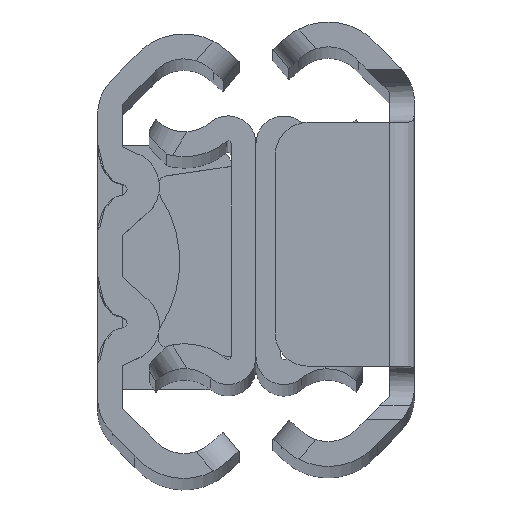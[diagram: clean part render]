
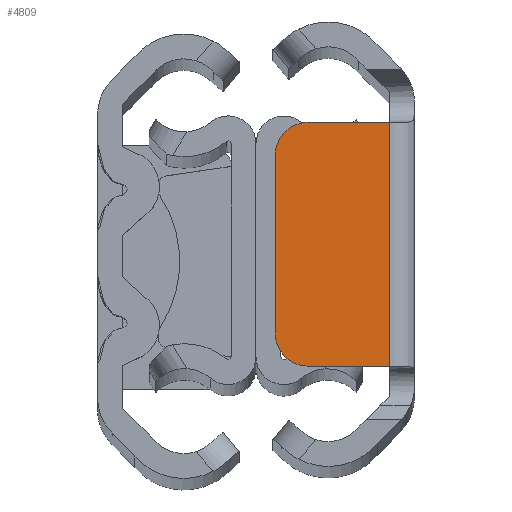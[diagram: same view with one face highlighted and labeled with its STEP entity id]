
A CAD part, top view. The second image highlights one B-rep face of the part: STEP entity #4809.
In plain terms, the highlighted face is planar.
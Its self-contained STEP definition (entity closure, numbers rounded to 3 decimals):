
#154 = CIRCLE ( 'NONE', #2969, 2. ) ;
#280 = VECTOR ( 'NONE', #4436, 1000. ) ;
#375 = DIRECTION ( 'NONE',  ( 1., 0., 0. ) ) ;
#404 = DIRECTION ( 'NONE',  ( 1., 0., 0. ) ) ;
#523 = EDGE_CURVE ( 'NONE', #3076, #4490, #3521, .T. ) ;
#528 = ORIENTED_EDGE ( 'NONE', *, *, #1122, .T. ) ;
#611 = ORIENTED_EDGE ( 'NONE', *, *, #2867, .T. ) ;
#648 = ORIENTED_EDGE ( 'NONE', *, *, #4910, .T. ) ;
#826 = CARTESIAN_POINT ( 'NONE',  ( 4.9, 7.35, -400. ) ) ;
#924 = DIRECTION ( 'NONE',  ( 1., 0., 0. ) ) ;
#990 = DIRECTION ( 'NONE',  ( 1., 0., 0. ) ) ;
#1024 = CARTESIAN_POINT ( 'NONE',  ( 0., -7.35, -400. ) ) ;
#1079 = CARTESIAN_POINT ( 'NONE',  ( -1.5, -7.35, -400. ) ) ;
#1122 = EDGE_CURVE ( 'NONE', #2566, #3274, #1955, .T. ) ;
#1132 = CARTESIAN_POINT ( 'NONE',  ( 4.9, -7.35, -400. ) ) ;
#1254 = LINE ( 'NONE', #2840, #3854 ) ;
#1278 = EDGE_CURVE ( 'NONE', #2566, #3977, #1803, .T. ) ;
#1302 = AXIS2_PLACEMENT_3D ( 'NONE', #2963, #1442, #990 ) ;
#1442 = DIRECTION ( 'NONE',  ( 0., 0., 1. ) ) ;
#1605 = EDGE_LOOP ( 'NONE', ( #3764, #528, #611, #3700, #4002, #648 ) ) ;
#1668 = CARTESIAN_POINT ( 'NONE',  ( 0., 7.35, -400. ) ) ;
#1803 = LINE ( 'NONE', #1079, #2015 ) ;
#1916 = CARTESIAN_POINT ( 'NONE',  ( 6.9, -5.35, -400. ) ) ;
#1955 = LINE ( 'NONE', #3544, #280 ) ;
#2015 = VECTOR ( 'NONE', #3462, 1000. ) ;
#2033 = AXIS2_PLACEMENT_3D ( 'NONE', #5110, #4305, #404 ) ;
#2323 = CARTESIAN_POINT ( 'NONE',  ( 4.9, 5.35, -400. ) ) ;
#2566 = VERTEX_POINT ( 'NONE', #1024 ) ;
#2594 = FACE_OUTER_BOUND ( 'NONE', #1605, .T. ) ;
#2840 = CARTESIAN_POINT ( 'NONE',  ( -1.5, 7.35, -400. ) ) ;
#2867 = EDGE_CURVE ( 'NONE', #3274, #4387, #1254, .T. ) ;
#2963 = CARTESIAN_POINT ( 'NONE',  ( 1.5, -8.548, -400. ) ) ;
#2969 = AXIS2_PLACEMENT_3D ( 'NONE', #2323, #3927, #375 ) ;
#3057 = PLANE ( 'NONE',  #1302 ) ;
#3076 = VERTEX_POINT ( 'NONE', #1916 ) ;
#3274 = VERTEX_POINT ( 'NONE', #1668 ) ;
#3297 = DIRECTION ( 'NONE',  ( 0., 1., 0. ) ) ;
#3462 = DIRECTION ( 'NONE',  ( 1., 0., 0. ) ) ;
#3521 = LINE ( 'NONE', #3631, #4148 ) ;
#3544 = CARTESIAN_POINT ( 'NONE',  ( 0., 7.35, -400. ) ) ;
#3631 = CARTESIAN_POINT ( 'NONE',  ( 6.9, 7.35, -400. ) ) ;
#3700 = ORIENTED_EDGE ( 'NONE', *, *, #4135, .T. ) ;
#3764 = ORIENTED_EDGE ( 'NONE', *, *, #1278, .F. ) ;
#3854 = VECTOR ( 'NONE', #924, 1000. ) ;
#3927 = DIRECTION ( 'NONE',  ( 0., 0., -1. ) ) ;
#3977 = VERTEX_POINT ( 'NONE', #1132 ) ;
#4002 = ORIENTED_EDGE ( 'NONE', *, *, #523, .F. ) ;
#4135 = EDGE_CURVE ( 'NONE', #4387, #4490, #154, .T. ) ;
#4148 = VECTOR ( 'NONE', #3297, 1000. ) ;
#4277 = CIRCLE ( 'NONE', #2033, 2. ) ;
#4305 = DIRECTION ( 'NONE',  ( 0., 0., -1. ) ) ;
#4362 = CARTESIAN_POINT ( 'NONE',  ( 6.9, 5.35, -400. ) ) ;
#4387 = VERTEX_POINT ( 'NONE', #826 ) ;
#4436 = DIRECTION ( 'NONE',  ( 0., 1., 0. ) ) ;
#4490 = VERTEX_POINT ( 'NONE', #4362 ) ;
#4809 = ADVANCED_FACE ( 'NONE', ( #2594 ), #3057, .F. ) ;
#4910 = EDGE_CURVE ( 'NONE', #3076, #3977, #4277, .T. ) ;
#5110 = CARTESIAN_POINT ( 'NONE',  ( 4.9, -5.35, -400. ) ) ;
